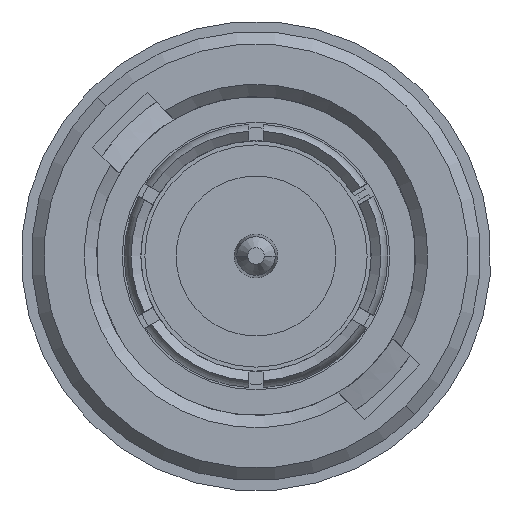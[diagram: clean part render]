
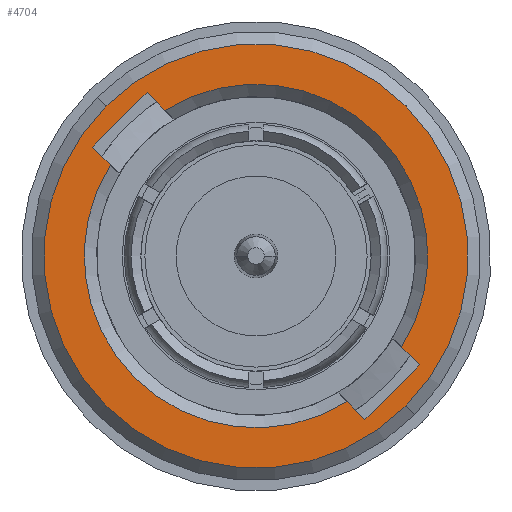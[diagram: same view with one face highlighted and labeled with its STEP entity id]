
A CAD part, left-side view. The second image highlights one B-rep face of the part: STEP entity #4704.
In plain terms, the highlighted planar face has unit normal (-1, 0, 0).
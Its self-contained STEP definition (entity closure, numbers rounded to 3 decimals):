
#784=CARTESIAN_POINT('',(-9.544,0.,0.));
#785=DIRECTION('',(-1.,0.,0.));
#786=DIRECTION('',(0.,-0.707,-0.707));
#787=AXIS2_PLACEMENT_3D('',#784,#785,#786);
#794=DIRECTION('',(0.,-0.707,-0.707));
#795=VECTOR('',#794,0.784);
#796=CARTESIAN_POINT('',(-9.544,-2.804,
-4.493));
#797=LINE('',#796,#795);
#798=DIRECTION('',(0.,-0.707,0.707));
#799=VECTOR('',#798,2.388);
#800=CARTESIAN_POINT('',(-9.544,-3.359,
-5.047));
#801=LINE('',#800,#799);
#802=DIRECTION('',(0.,0.707,0.707));
#803=VECTOR('',#802,0.784);
#804=CARTESIAN_POINT('',(-9.544,-5.047,
-3.359));
#805=LINE('',#804,#803);
#806=DIRECTION('',(0.,0.707,0.707));
#807=VECTOR('',#806,0.784);
#808=CARTESIAN_POINT('',(-9.544,2.804,4.493));
#809=LINE('',#808,#807);
#810=DIRECTION('',(0.,0.707,-0.707));
#811=VECTOR('',#810,2.388);
#812=CARTESIAN_POINT('',(-9.544,3.359,5.047));
#813=LINE('',#812,#811);
#814=DIRECTION('',(0.,-0.707,-0.707));
#815=VECTOR('',#814,0.784);
#816=CARTESIAN_POINT('',(-9.544,5.047,3.359));
#817=LINE('',#816,#815);
#818=CARTESIAN_POINT('',(-9.544,0.,0.));
#819=DIRECTION('',(-1.,0.,0.));
#820=DIRECTION('',(0.,0.707,0.707));
#821=AXIS2_PLACEMENT_3D('',#818,#819,#820);
#1023=CARTESIAN_POINT('',(-9.544,0.,0.));
#1024=DIRECTION('',(1.,0.,0.));
#1025=DIRECTION('',(0.,0.53,0.848));
#1026=AXIS2_PLACEMENT_3D('',#1023,#1024,#1025);
#1738=CARTESIAN_POINT('',(-9.544,0.,0.));
#1739=DIRECTION('',(1.,0.,0.));
#1740=DIRECTION('',(0.,-0.53,-0.848));
#1741=AXIS2_PLACEMENT_3D('',#1738,#1739,#1740);
#3520=CARTESIAN_POINT('',(-9.544,2.804,4.493));
#3521=CARTESIAN_POINT('',(-9.544,3.359,5.047));
#3522=VERTEX_POINT('',#3520);
#3523=VERTEX_POINT('',#3521);
#3524=CARTESIAN_POINT('',(-9.544,5.047,3.359));
#3525=VERTEX_POINT('',#3524);
#3526=CARTESIAN_POINT('',(-9.544,4.493,2.804));
#3527=VERTEX_POINT('',#3526);
#3534=CARTESIAN_POINT('',(-9.544,-2.804,
-4.493));
#3535=CARTESIAN_POINT('',(-9.544,-3.359,
-5.047));
#3536=VERTEX_POINT('',#3534);
#3537=VERTEX_POINT('',#3535);
#3538=CARTESIAN_POINT('',(-9.544,-5.047,
-3.359));
#3539=VERTEX_POINT('',#3538);
#3540=CARTESIAN_POINT('',(-9.544,-4.493,
-2.804));
#3541=VERTEX_POINT('',#3540);
#3602=CARTESIAN_POINT('',(-9.544,-4.624,
-4.624));
#3603=CARTESIAN_POINT('',(-9.544,4.624,4.624));
#3604=VERTEX_POINT('',#3602);
#3605=VERTEX_POINT('',#3603);
#4678=CARTESIAN_POINT('',(-9.544,0.,0.));
#4679=DIRECTION('',(1.,0.,0.));
#4680=DIRECTION('',(0.,-0.707,0.707));
#4681=AXIS2_PLACEMENT_3D('',#4678,#4679,#4680);
#4682=PLANE('',#4681);
#4684=ORIENTED_EDGE('',*,*,#4683,.F.);
#4685=ORIENTED_EDGE('',*,*,#4668,.F.);
#4686=EDGE_LOOP('',(#4684,#4685));
#4687=FACE_OUTER_BOUND('',#4686,.F.);
#4688=ORIENTED_EDGE('',*,*,#4300,.T.);
#4690=ORIENTED_EDGE('',*,*,#4689,.T.);
#4692=ORIENTED_EDGE('',*,*,#4691,.T.);
#4694=ORIENTED_EDGE('',*,*,#4693,.F.);
#4696=ORIENTED_EDGE('',*,*,#4695,.T.);
#4698=ORIENTED_EDGE('',*,*,#4697,.T.);
#4699=ORIENTED_EDGE('',*,*,#4586,.T.);
#4701=ORIENTED_EDGE('',*,*,#4700,.F.);
#4702=EDGE_LOOP('',(#4688,#4690,#4692,#4694,#4696,#4698,#4699,#4701));
#4703=FACE_BOUND('',#4702,.F.);
#4704=ADVANCED_FACE('',(#4687,#4703),#4682,.F.);
#788=CIRCLE('',#787,6.539);
#822=CIRCLE('',#821,6.539);
#1027=CIRCLE('',#1026,5.296);
#1742=CIRCLE('',#1741,5.296);
#4300=EDGE_CURVE('',#3536,#3537,#797,.T.);
#4586=EDGE_CURVE('',#3525,#3527,#817,.T.);
#4668=EDGE_CURVE('',#3604,#3605,#788,.T.);
#4683=EDGE_CURVE('',#3605,#3604,#822,.T.);
#4689=EDGE_CURVE('',#3537,#3539,#801,.T.);
#4691=EDGE_CURVE('',#3539,#3541,#805,.T.);
#4693=EDGE_CURVE('',#3522,#3541,#1027,.T.);
#4695=EDGE_CURVE('',#3522,#3523,#809,.T.);
#4697=EDGE_CURVE('',#3523,#3525,#813,.T.);
#4700=EDGE_CURVE('',#3536,#3527,#1742,.T.);
